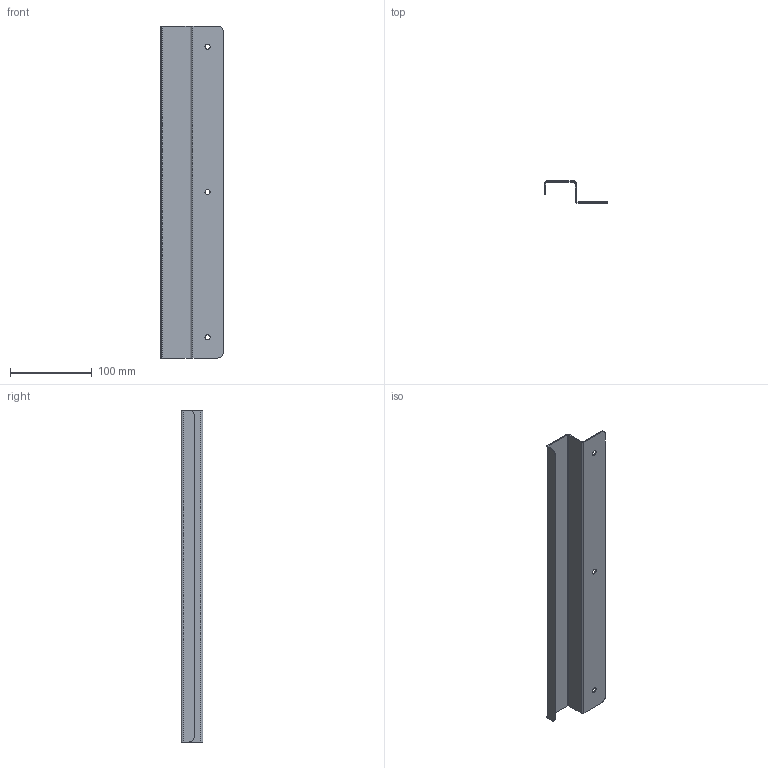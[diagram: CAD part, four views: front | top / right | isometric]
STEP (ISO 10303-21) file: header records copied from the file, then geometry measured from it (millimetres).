
FILE_DESCRIPTION (( 'STEP AP203' ), '1' );
FILE_NAME ('SCE-DS16N4LG.step', '2021-02-09T22:13:05', ( 'ADC123' ), ( 'Microsoft' ), 'SwSTEP 2.0', 'SolidWorks 2019', '' );
FILE_SCHEMA (( 'CONFIG_CONTROL_DESIGN' ));
Length unit declared in the file: inch
Products named in the file (1): SCE-DS16N4LG
Bounding box: 76.2 x 26.62 x 406.4 mm (x, y, z)
Volume: 56294.2 mm3; surface area: 93674.5 mm2
Topology: 1 solids, 1 shells, 25 faces, 69 edges, 46 vertices
Faces by surface type: cylinder 13, plane 12
Full cylindrical faces by diameter (mm): 6.35 x3
Entity records: 885 total; most frequent: DIRECTION 144, CARTESIAN_POINT 138, ORIENTED_EDGE 132, EDGE_CURVE 66, AXIS2_PLACEMENT_3D 52, VERTEX_POINT 46, VECTOR 40, LINE 40
